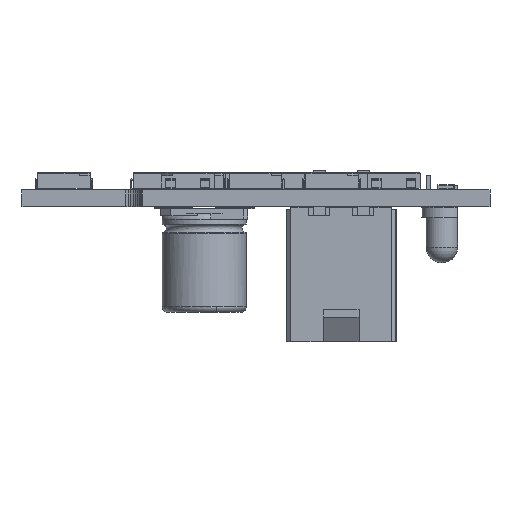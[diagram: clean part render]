
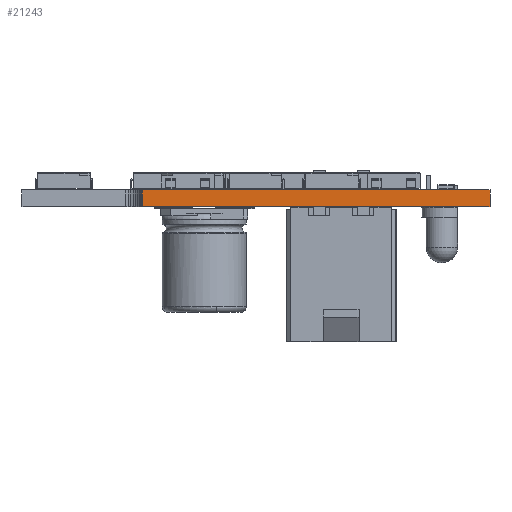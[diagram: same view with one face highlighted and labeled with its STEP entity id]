
A CAD part, front view. The second image highlights one B-rep face of the part: STEP entity #21243.
In plain terms, the highlighted planar face has unit normal (0, -1, 0).
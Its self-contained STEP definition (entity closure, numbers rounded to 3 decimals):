
#21062 = PLANE('',#21063);
#21063 = AXIS2_PLACEMENT_3D('',#21064,#21065,#21066);
#21064 = CARTESIAN_POINT('',(253.238,-57.595,0.));
#21065 = DIRECTION('',(1.,0.,-0.));
#21066 = DIRECTION('',(0.,-1.,0.));
#21087 = VERTEX_POINT('',#21088);
#21088 = CARTESIAN_POINT('',(253.238,-116.332,1.58));
#21102 = PLANE('',#21103);
#21103 = AXIS2_PLACEMENT_3D('',#21104,#21105,#21106);
#21104 = CARTESIAN_POINT('',(232.832,-74.28,1.58));
#21105 = DIRECTION('',(-0.,-0.,-1.));
#21106 = DIRECTION('',(-1.,0.,0.));
#21114 = EDGE_CURVE('',#21115,#21087,#21117,.T.);
#21115 = VERTEX_POINT('',#21116);
#21116 = CARTESIAN_POINT('',(253.238,-116.332,0.));
#21117 = SURFACE_CURVE('',#21118,(#21122,#21129),.PCURVE_S1.);
#21118 = LINE('',#21119,#21120);
#21119 = CARTESIAN_POINT('',(253.238,-116.332,0.));
#21120 = VECTOR('',#21121,1.);
#21121 = DIRECTION('',(0.,0.,1.));
#21122 = PCURVE('',#21062,#21123);
#21123 = DEFINITIONAL_REPRESENTATION('',(#21124),#21128);
#21124 = LINE('',#21125,#21126);
#21125 = CARTESIAN_POINT('',(58.738,0.));
#21126 = VECTOR('',#21127,1.);
#21127 = DIRECTION('',(0.,-1.));
#21128 = ( GEOMETRIC_REPRESENTATION_CONTEXT(2) 
PARAMETRIC_REPRESENTATION_CONTEXT() REPRESENTATION_CONTEXT('2D SPACE',''
  ) );
#21129 = PCURVE('',#21130,#21135);
#21130 = PLANE('',#21131);
#21131 = AXIS2_PLACEMENT_3D('',#21132,#21133,#21134);
#21132 = CARTESIAN_POINT('',(253.238,-116.332,0.));
#21133 = DIRECTION('',(0.,-1.,0.));
#21134 = DIRECTION('',(-1.,0.,0.));
#21135 = DEFINITIONAL_REPRESENTATION('',(#21136),#21140);
#21136 = LINE('',#21137,#21138);
#21137 = CARTESIAN_POINT('',(0.,-0.));
#21138 = VECTOR('',#21139,1.);
#21139 = DIRECTION('',(0.,-1.));
#21140 = ( GEOMETRIC_REPRESENTATION_CONTEXT(2) 
PARAMETRIC_REPRESENTATION_CONTEXT() REPRESENTATION_CONTEXT('2D SPACE',''
  ) );
#21156 = PLANE('',#21157);
#21157 = AXIS2_PLACEMENT_3D('',#21158,#21159,#21160);
#21158 = CARTESIAN_POINT('',(232.832,-74.28,0.));
#21159 = DIRECTION('',(-0.,-0.,-1.));
#21160 = DIRECTION('',(-1.,0.,0.));
#21243 = ADVANCED_FACE('',(#21244),#21130,.T.);
#21244 = FACE_BOUND('',#21245,.T.);
#21245 = EDGE_LOOP('',(#21246,#21247,#21270,#21298));
#21246 = ORIENTED_EDGE('',*,*,#21114,.T.);
#21247 = ORIENTED_EDGE('',*,*,#21248,.T.);
#21248 = EDGE_CURVE('',#21087,#21249,#21251,.T.);
#21249 = VERTEX_POINT('',#21250);
#21250 = CARTESIAN_POINT('',(220.218,-116.332,1.58));
#21251 = SURFACE_CURVE('',#21252,(#21256,#21263),.PCURVE_S1.);
#21252 = LINE('',#21253,#21254);
#21253 = CARTESIAN_POINT('',(253.238,-116.332,1.58));
#21254 = VECTOR('',#21255,1.);
#21255 = DIRECTION('',(-1.,0.,0.));
#21256 = PCURVE('',#21130,#21257);
#21257 = DEFINITIONAL_REPRESENTATION('',(#21258),#21262);
#21258 = LINE('',#21259,#21260);
#21259 = CARTESIAN_POINT('',(0.,-1.58));
#21260 = VECTOR('',#21261,1.);
#21261 = DIRECTION('',(1.,0.));
#21262 = ( GEOMETRIC_REPRESENTATION_CONTEXT(2) 
PARAMETRIC_REPRESENTATION_CONTEXT() REPRESENTATION_CONTEXT('2D SPACE',''
  ) );
#21263 = PCURVE('',#21102,#21264);
#21264 = DEFINITIONAL_REPRESENTATION('',(#21265),#21269);
#21265 = LINE('',#21266,#21267);
#21266 = CARTESIAN_POINT('',(-20.406,-42.052));
#21267 = VECTOR('',#21268,1.);
#21268 = DIRECTION('',(1.,0.));
#21269 = ( GEOMETRIC_REPRESENTATION_CONTEXT(2) 
PARAMETRIC_REPRESENTATION_CONTEXT() REPRESENTATION_CONTEXT('2D SPACE',''
  ) );
#21270 = ORIENTED_EDGE('',*,*,#21271,.F.);
#21271 = EDGE_CURVE('',#21272,#21249,#21274,.T.);
#21272 = VERTEX_POINT('',#21273);
#21273 = CARTESIAN_POINT('',(220.218,-116.332,0.));
#21274 = SURFACE_CURVE('',#21275,(#21279,#21286),.PCURVE_S1.);
#21275 = LINE('',#21276,#21277);
#21276 = CARTESIAN_POINT('',(220.218,-116.332,0.));
#21277 = VECTOR('',#21278,1.);
#21278 = DIRECTION('',(0.,0.,1.));
#21279 = PCURVE('',#21130,#21280);
#21280 = DEFINITIONAL_REPRESENTATION('',(#21281),#21285);
#21281 = LINE('',#21282,#21283);
#21282 = CARTESIAN_POINT('',(33.02,0.));
#21283 = VECTOR('',#21284,1.);
#21284 = DIRECTION('',(0.,-1.));
#21285 = ( GEOMETRIC_REPRESENTATION_CONTEXT(2) 
PARAMETRIC_REPRESENTATION_CONTEXT() REPRESENTATION_CONTEXT('2D SPACE',''
  ) );
#21286 = PCURVE('',#21287,#21292);
#21287 = PLANE('',#21288);
#21288 = AXIS2_PLACEMENT_3D('',#21289,#21290,#21291);
#21289 = CARTESIAN_POINT('',(220.218,-116.332,0.));
#21290 = DIRECTION('',(-1.,0.,0.));
#21291 = DIRECTION('',(0.,1.,0.));
#21292 = DEFINITIONAL_REPRESENTATION('',(#21293),#21297);
#21293 = LINE('',#21294,#21295);
#21294 = CARTESIAN_POINT('',(0.,0.));
#21295 = VECTOR('',#21296,1.);
#21296 = DIRECTION('',(0.,-1.));
#21297 = ( GEOMETRIC_REPRESENTATION_CONTEXT(2) 
PARAMETRIC_REPRESENTATION_CONTEXT() REPRESENTATION_CONTEXT('2D SPACE',''
  ) );
#21298 = ORIENTED_EDGE('',*,*,#21299,.F.);
#21299 = EDGE_CURVE('',#21115,#21272,#21300,.T.);
#21300 = SURFACE_CURVE('',#21301,(#21305,#21312),.PCURVE_S1.);
#21301 = LINE('',#21302,#21303);
#21302 = CARTESIAN_POINT('',(253.238,-116.332,0.));
#21303 = VECTOR('',#21304,1.);
#21304 = DIRECTION('',(-1.,0.,0.));
#21305 = PCURVE('',#21130,#21306);
#21306 = DEFINITIONAL_REPRESENTATION('',(#21307),#21311);
#21307 = LINE('',#21308,#21309);
#21308 = CARTESIAN_POINT('',(0.,-0.));
#21309 = VECTOR('',#21310,1.);
#21310 = DIRECTION('',(1.,0.));
#21311 = ( GEOMETRIC_REPRESENTATION_CONTEXT(2) 
PARAMETRIC_REPRESENTATION_CONTEXT() REPRESENTATION_CONTEXT('2D SPACE',''
  ) );
#21312 = PCURVE('',#21156,#21313);
#21313 = DEFINITIONAL_REPRESENTATION('',(#21314),#21318);
#21314 = LINE('',#21315,#21316);
#21315 = CARTESIAN_POINT('',(-20.406,-42.052));
#21316 = VECTOR('',#21317,1.);
#21317 = DIRECTION('',(1.,0.));
#21318 = ( GEOMETRIC_REPRESENTATION_CONTEXT(2) 
PARAMETRIC_REPRESENTATION_CONTEXT() REPRESENTATION_CONTEXT('2D SPACE',''
  ) );
